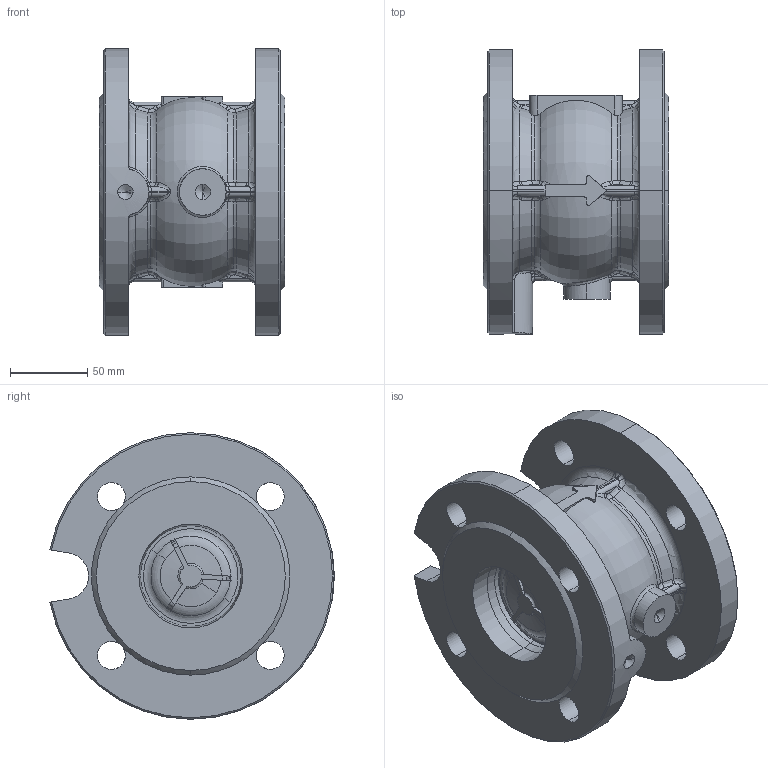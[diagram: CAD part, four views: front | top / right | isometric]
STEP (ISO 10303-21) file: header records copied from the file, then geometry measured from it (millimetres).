
FILE_DESCRIPTION (( 'STEP AP203' ), '1' );
FILE_NAME ('F5.00006516A.STEP', '2012-07-26T09:38:40', ( ' ' ), ( '' ), 'SwSTEP 2.0', 'SolidWorks 2009', '' );
FILE_SCHEMA (( 'CONFIG_CONTROL_DESIGN' ));
Length unit declared in the file: millimetre
Products named in the file (1): F5.00006516A
Bounding box: 120 x 183.43 x 185 mm (x, y, z)
Volume: 1072464.4 mm3; surface area: 204792 mm2
Topology: 1 solids, 1 shells, 530 faces, 1380 edges, 851 vertices
Faces by surface type: cylinder 137, plane 123, bspline 116, torus 106, cone 48
Entity records: 24920 total; most frequent: CARTESIAN_POINT 12867, ORIENTED_EDGE 2752, DIRECTION 2291, EDGE_CURVE 1376, AXIS2_PLACEMENT_3D 979, VERTEX_POINT 851, CIRCLE 564, EDGE_LOOP 559
